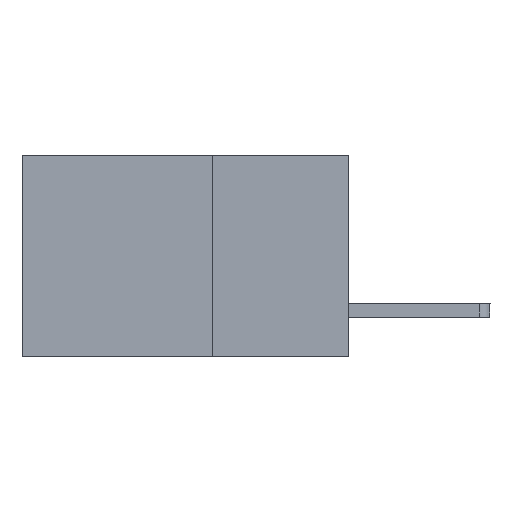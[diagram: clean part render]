
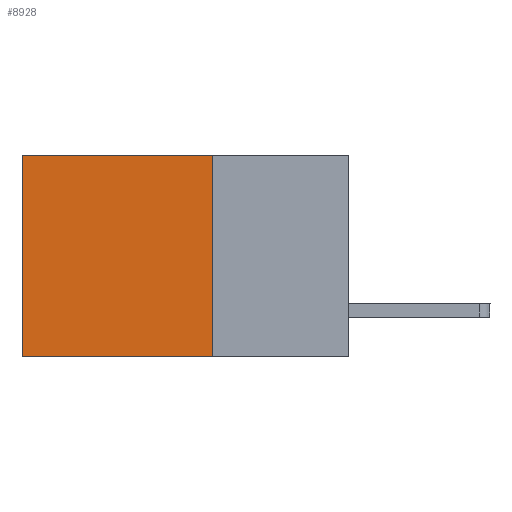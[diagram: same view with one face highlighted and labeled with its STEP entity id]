
A CAD part, left-side view. The second image highlights one B-rep face of the part: STEP entity #8928.
In plain terms, the highlighted planar face has unit normal (-1, 0, 0).
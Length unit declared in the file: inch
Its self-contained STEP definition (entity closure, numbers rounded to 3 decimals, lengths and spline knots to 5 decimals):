
#21 = DIRECTION ( 'NONE',  ( 0., 0., -1. ) ) ;
#212 = AXIS2_PLACEMENT_3D ( 'NONE', #4927, #10197, #4181 ) ;
#367 = DIRECTION ( 'NONE',  ( 0., 1., 0. ) ) ;
#422 = CARTESIAN_POINT ( 'NONE',  ( 0.298, 0.25, 0. ) ) ;
#533 = DIRECTION ( 'NONE',  ( 0., 0., -1. ) ) ;
#1283 = EDGE_CURVE ( 'NONE', #3011, #7431, #5233, .T. ) ;
#1441 = PLANE ( 'NONE',  #212 ) ;
#1495 = FACE_OUTER_BOUND ( 'NONE', #3051, .T. ) ;
#1740 = CARTESIAN_POINT ( 'NONE',  ( 0.298, 0.6, -0.37 ) ) ;
#1907 = VECTOR ( 'NONE', #21, 39.37008 ) ;
#3011 = VERTEX_POINT ( 'NONE', #7772 ) ;
#3051 = EDGE_LOOP ( 'NONE', ( #5879, #3836, #4208, #6206 ) ) ;
#3457 = VERTEX_POINT ( 'NONE', #7491 ) ;
#3742 = LINE ( 'NONE', #9020, #1907 ) ;
#3836 = ORIENTED_EDGE ( 'NONE', *, *, #1283, .F. ) ;
#3917 = VECTOR ( 'NONE', #533, 39.37008 ) ;
#4181 = DIRECTION ( 'NONE',  ( 0., 0., -1. ) ) ;
#4208 = ORIENTED_EDGE ( 'NONE', *, *, #8534, .F. ) ;
#4927 = CARTESIAN_POINT ( 'NONE',  ( 0.298, 0.25, 0. ) ) ;
#5233 = LINE ( 'NONE', #6100, #6718 ) ;
#5620 = EDGE_CURVE ( 'NONE', #9683, #3457, #8326, .T. ) ;
#5879 = ORIENTED_EDGE ( 'NONE', *, *, #8416, .T. ) ;
#6100 = CARTESIAN_POINT ( 'NONE',  ( 0.298, 0.25, -0.37 ) ) ;
#6206 = ORIENTED_EDGE ( 'NONE', *, *, #5620, .T. ) ;
#6718 = VECTOR ( 'NONE', #6798, 39.37008 ) ;
#6798 = DIRECTION ( 'NONE',  ( 0., 1., 0. ) ) ;
#7431 = VERTEX_POINT ( 'NONE', #1740 ) ;
#7491 = CARTESIAN_POINT ( 'NONE',  ( 0.298, 0.6, 0. ) ) ;
#7772 = CARTESIAN_POINT ( 'NONE',  ( 0.298, 0.25, -0.37 ) ) ;
#8149 = CARTESIAN_POINT ( 'NONE',  ( 0.298, 0.25, 0. ) ) ;
#8326 = LINE ( 'NONE', #11053, #8914 ) ;
#8416 = EDGE_CURVE ( 'NONE', #3457, #7431, #3742, .T. ) ;
#8534 = EDGE_CURVE ( 'NONE', #9683, #3011, #10227, .T. ) ;
#8914 = VECTOR ( 'NONE', #367, 39.37008 ) ;
#8928 = ADVANCED_FACE ( 'NONE', ( #1495 ), #1441, .F. ) ;
#9020 = CARTESIAN_POINT ( 'NONE',  ( 0.298, 0.6, 0. ) ) ;
#9683 = VERTEX_POINT ( 'NONE', #8149 ) ;
#10197 = DIRECTION ( 'NONE',  ( 1., 0., 0. ) ) ;
#10227 = LINE ( 'NONE', #422, #3917 ) ;
#11053 = CARTESIAN_POINT ( 'NONE',  ( 0.298, 0.25, 0. ) ) ;
